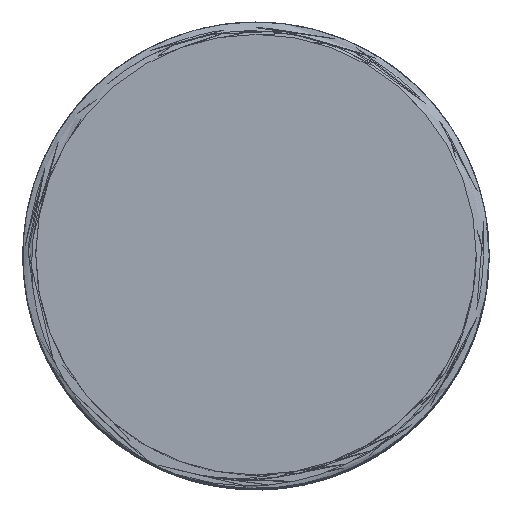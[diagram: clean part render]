
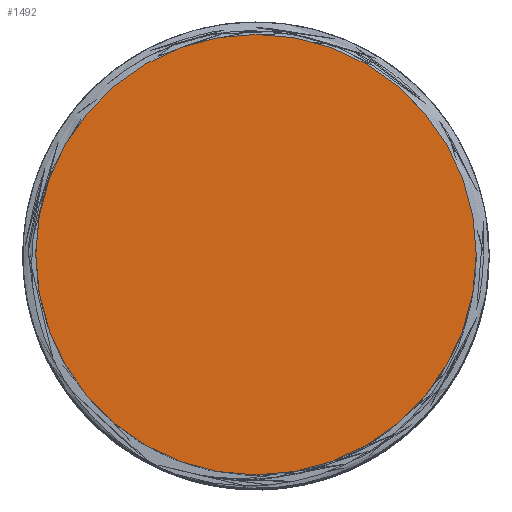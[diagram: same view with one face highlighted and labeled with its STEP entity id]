
A CAD part, top view. The second image highlights one B-rep face of the part: STEP entity #1492.
In plain terms, the highlighted planar face has unit normal (0, 0, 1).
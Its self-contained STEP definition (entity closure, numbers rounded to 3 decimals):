
#384=FACE_OUTER_BOUND('',#481,.T.);
#481=EDGE_LOOP('',(#1154));
#552=CIRCLE('',#1621,8.5);
#684=VERTEX_POINT('',#4996);
#877=EDGE_CURVE('',#684,#684,#552,.T.);
#1154=ORIENTED_EDGE('',*,*,#877,.T.);
#1427=PLANE('',#1623);
#1492=ADVANCED_FACE('',(#384),#1427,.T.);
#1621=AXIS2_PLACEMENT_3D('',#4998,#1870,#1871);
#1623=AXIS2_PLACEMENT_3D('',#5000,#1874,#1875);
#1870=DIRECTION('center_axis',(0.,0.,1.));
#1871=DIRECTION('ref_axis',(1.,0.,0.));
#1874=DIRECTION('center_axis',(0.,0.,1.));
#1875=DIRECTION('ref_axis',(1.,0.,0.));
#4996=CARTESIAN_POINT('',(24.245,25.2,81.902));
#4998=CARTESIAN_POINT('Origin',(15.745,25.2,81.902));
#5000=CARTESIAN_POINT('Origin',(15.745,25.2,81.902));
